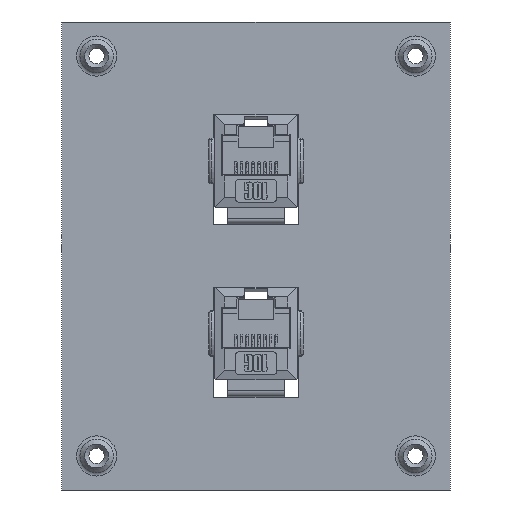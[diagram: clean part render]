
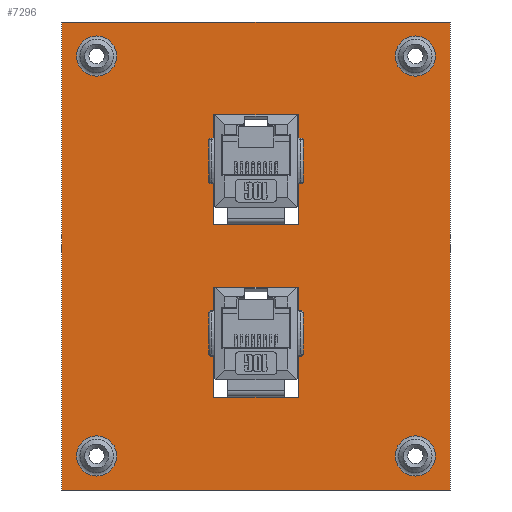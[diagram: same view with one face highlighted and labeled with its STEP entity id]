
A CAD part, front view. The second image highlights one B-rep face of the part: STEP entity #7296.
In plain terms, the highlighted planar face has unit normal (0, -1, 0).
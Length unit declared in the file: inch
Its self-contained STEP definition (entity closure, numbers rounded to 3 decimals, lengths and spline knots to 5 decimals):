
#14 = EDGE_CURVE ( 'NONE', #11150, #5818, #2581, .T. ) ;
#44 = VERTEX_POINT ( 'NONE', #9629 ) ;
#45 = DIRECTION ( 'NONE',  ( 0., -1., 0. ) ) ;
#117 = CARTESIAN_POINT ( 'NONE',  ( -1.34, 0., -1.615 ) ) ;
#162 = ORIENTED_EDGE ( 'NONE', *, *, #4958, .F. ) ;
#165 = DIRECTION ( 'NONE',  ( 0., 0., 1. ) ) ;
#205 = CARTESIAN_POINT ( 'NONE',  ( 0.2925, 0., -1.615 ) ) ;
#416 = LINE ( 'NONE', #11211, #2474 ) ;
#418 = DIRECTION ( 'NONE',  ( 0., 0., -1. ) ) ;
#467 = CARTESIAN_POINT ( 'NONE',  ( -1.1, 0., -1.38 ) ) ;
#526 = DIRECTION ( 'NONE',  ( 0., 0., 1. ) ) ;
#739 = CARTESIAN_POINT ( 'NONE',  ( -1.34, 0., 0.215 ) ) ;
#913 = EDGE_LOOP ( 'NONE', ( #10929, #10466, #7519, #5577 ) ) ;
#926 = VERTEX_POINT ( 'NONE', #8941 ) ;
#1095 = FACE_OUTER_BOUND ( 'NONE', #3736, .T. ) ;
#1125 = VERTEX_POINT ( 'NONE', #8471 ) ;
#1172 = EDGE_CURVE ( 'NONE', #4297, #9828, #10759, .T. ) ;
#1183 = CARTESIAN_POINT ( 'NONE',  ( 0.2925, 0., -0.975 ) ) ;
#1372 = DIRECTION ( 'NONE',  ( 0., 0., -1. ) ) ;
#1600 = VECTOR ( 'NONE', #4429, 39.37008 ) ;
#1613 = VECTOR ( 'NONE', #1824, 39.37008 ) ;
#1641 = EDGE_CURVE ( 'NONE', #4521, #4521, #4715, .T. ) ;
#1714 = VECTOR ( 'NONE', #5985, 39.37008 ) ;
#1737 = CIRCLE ( 'NONE', #4694, 0.13852 ) ;
#1824 = DIRECTION ( 'NONE',  ( 1., 0., 0. ) ) ;
#1942 = ORIENTED_EDGE ( 'NONE', *, *, #6293, .F. ) ;
#2046 = EDGE_CURVE ( 'NONE', #926, #5818, #9483, .T. ) ;
#2094 = CARTESIAN_POINT ( 'NONE',  ( -0.2925, 0., -0.425 ) ) ;
#2310 = VECTOR ( 'NONE', #7857, 39.37008 ) ;
#2392 = VECTOR ( 'NONE', #3832, 39.37008 ) ;
#2447 = DIRECTION ( 'NONE',  ( 0., -1., 0. ) ) ;
#2474 = VECTOR ( 'NONE', #3222, 39.37008 ) ;
#2581 = LINE ( 'NONE', #8759, #2310 ) ;
#2655 = LINE ( 'NONE', #8024, #7333 ) ;
#2678 = DIRECTION ( 'NONE',  ( 0., -1., 0. ) ) ;
#2716 = DIRECTION ( 'NONE',  ( 0., 0., 1. ) ) ;
#2950 = LINE ( 'NONE', #6558, #7661 ) ;
#2965 = CARTESIAN_POINT ( 'NONE',  ( 1.34, 0., -1.615 ) ) ;
#2973 = VERTEX_POINT ( 'NONE', #11512 ) ;
#3042 = EDGE_CURVE ( 'NONE', #7396, #8490, #7690, .T. ) ;
#3222 = DIRECTION ( 'NONE',  ( -1., 0., 0. ) ) ;
#3259 = VECTOR ( 'NONE', #7365, 39.37008 ) ;
#3279 = VECTOR ( 'NONE', #5258, 39.37008 ) ;
#3315 = AXIS2_PLACEMENT_3D ( 'NONE', #7068, #2678, #8888 ) ;
#3353 = CARTESIAN_POINT ( 'NONE',  ( 1.34, 0., 1.615 ) ) ;
#3396 = FACE_BOUND ( 'NONE', #6233, .T. ) ;
#3668 = ORIENTED_EDGE ( 'NONE', *, *, #7428, .F. ) ;
#3670 = FACE_BOUND ( 'NONE', #4559, .T. ) ;
#3686 = ORIENTED_EDGE ( 'NONE', *, *, #1641, .F. ) ;
#3736 = EDGE_LOOP ( 'NONE', ( #10230, #9071, #8769, #8982 ) ) ;
#3766 = EDGE_CURVE ( 'NONE', #8528, #7396, #8961, .T. ) ;
#3813 = VERTEX_POINT ( 'NONE', #4483 ) ;
#3832 = DIRECTION ( 'NONE',  ( 0., 0., 1. ) ) ;
#3938 = FACE_BOUND ( 'NONE', #11145, .T. ) ;
#4012 = LINE ( 'NONE', #739, #1714 ) ;
#4214 = EDGE_CURVE ( 'NONE', #8490, #8511, #5983, .T. ) ;
#4297 = VERTEX_POINT ( 'NONE', #10773 ) ;
#4429 = DIRECTION ( 'NONE',  ( -1., 0., 0. ) ) ;
#4483 = CARTESIAN_POINT ( 'NONE',  ( -0.2925, 0., 0.215 ) ) ;
#4521 = VERTEX_POINT ( 'NONE', #4837 ) ;
#4559 = EDGE_LOOP ( 'NONE', ( #6713 ) ) ;
#4600 = DIRECTION ( 'NONE',  ( 0., -1., 0. ) ) ;
#4694 = AXIS2_PLACEMENT_3D ( 'NONE', #5304, #45, #6191 ) ;
#4715 = CIRCLE ( 'NONE', #5423, 0.13852 ) ;
#4837 = CARTESIAN_POINT ( 'NONE',  ( 1.1, 0., -1.51852 ) ) ;
#4958 = EDGE_CURVE ( 'NONE', #1125, #1125, #1737, .T. ) ;
#5110 = EDGE_CURVE ( 'NONE', #8511, #8528, #2950, .T. ) ;
#5142 = ORIENTED_EDGE ( 'NONE', *, *, #1172, .F. ) ;
#5213 = CIRCLE ( 'NONE', #6936, 0.13852 ) ;
#5258 = DIRECTION ( 'NONE',  ( 1., 0., 0. ) ) ;
#5304 = CARTESIAN_POINT ( 'NONE',  ( -1.1, 0., 1.38 ) ) ;
#5305 = CARTESIAN_POINT ( 'NONE',  ( -1.34, 0., -0.975 ) ) ;
#5423 = AXIS2_PLACEMENT_3D ( 'NONE', #7748, #2447, #8660 ) ;
#5577 = ORIENTED_EDGE ( 'NONE', *, *, #4214, .F. ) ;
#5624 = LINE ( 'NONE', #117, #3279 ) ;
#5740 = FACE_BOUND ( 'NONE', #10315, .T. ) ;
#5794 = CARTESIAN_POINT ( 'NONE',  ( -0.2925, 0., -0.215 ) ) ;
#5808 = CARTESIAN_POINT ( 'NONE',  ( -1.1, 0., -1.51852 ) ) ;
#5818 = VERTEX_POINT ( 'NONE', #3353 ) ;
#5983 = LINE ( 'NONE', #9799, #1600 ) ;
#5985 = DIRECTION ( 'NONE',  ( 1., 0., 0. ) ) ;
#6191 = DIRECTION ( 'NONE',  ( 0., 0., -1. ) ) ;
#6233 = EDGE_LOOP ( 'NONE', ( #3686 ) ) ;
#6293 = EDGE_CURVE ( 'NONE', #10004, #10004, #11382, .T. ) ;
#6452 = EDGE_CURVE ( 'NONE', #7596, #7596, #5213, .T. ) ;
#6558 = CARTESIAN_POINT ( 'NONE',  ( -0.2925, 0., -1.615 ) ) ;
#6606 = DIRECTION ( 'NONE',  ( 0., -1., 0. ) ) ;
#6656 = EDGE_CURVE ( 'NONE', #2973, #926, #5624, .T. ) ;
#6713 = ORIENTED_EDGE ( 'NONE', *, *, #6452, .F. ) ;
#6936 = AXIS2_PLACEMENT_3D ( 'NONE', #467, #6606, #1372 ) ;
#7068 = CARTESIAN_POINT ( 'NONE',  ( -1.34, 0., -1.615 ) ) ;
#7243 = EDGE_LOOP ( 'NONE', ( #1942 ) ) ;
#7296 = ADVANCED_FACE ( 'NONE', ( #3938, #10525, #5740, #8120, #3670, #3396, #1095 ), #10661, .T. ) ;
#7333 = VECTOR ( 'NONE', #2716, 39.37008 ) ;
#7365 = DIRECTION ( 'NONE',  ( 0., 0., -1. ) ) ;
#7396 = VERTEX_POINT ( 'NONE', #1183 ) ;
#7428 = EDGE_CURVE ( 'NONE', #44, #3813, #7990, .T. ) ;
#7519 = ORIENTED_EDGE ( 'NONE', *, *, #5110, .F. ) ;
#7596 = VERTEX_POINT ( 'NONE', #5808 ) ;
#7599 = CARTESIAN_POINT ( 'NONE',  ( -0.2925, 0., -0.975 ) ) ;
#7661 = VECTOR ( 'NONE', #418, 39.37008 ) ;
#7690 = LINE ( 'NONE', #205, #10094 ) ;
#7748 = CARTESIAN_POINT ( 'NONE',  ( 1.1, 0., -1.38 ) ) ;
#7857 = DIRECTION ( 'NONE',  ( 1., 0., 0. ) ) ;
#7990 = LINE ( 'NONE', #2094, #3259 ) ;
#8024 = CARTESIAN_POINT ( 'NONE',  ( -1.34, 0., -1.615 ) ) ;
#8120 = FACE_BOUND ( 'NONE', #7243, .T. ) ;
#8185 = EDGE_CURVE ( 'NONE', #9828, #44, #416, .T. ) ;
#8355 = VECTOR ( 'NONE', #526, 39.37008 ) ;
#8471 = CARTESIAN_POINT ( 'NONE',  ( -1.1, 0., 1.24148 ) ) ;
#8490 = VERTEX_POINT ( 'NONE', #9796 ) ;
#8511 = VERTEX_POINT ( 'NONE', #5794 ) ;
#8528 = VERTEX_POINT ( 'NONE', #7599 ) ;
#8551 = ORIENTED_EDGE ( 'NONE', *, *, #8185, .F. ) ;
#8660 = DIRECTION ( 'NONE',  ( 0., 0., -1. ) ) ;
#8759 = CARTESIAN_POINT ( 'NONE',  ( -1.34, 0., 1.615 ) ) ;
#8769 = ORIENTED_EDGE ( 'NONE', *, *, #6656, .T. ) ;
#8888 = DIRECTION ( 'NONE',  ( 0., 0., -1. ) ) ;
#8941 = CARTESIAN_POINT ( 'NONE',  ( 1.34, 0., -1.615 ) ) ;
#8961 = LINE ( 'NONE', #5305, #1613 ) ;
#8982 = ORIENTED_EDGE ( 'NONE', *, *, #2046, .T. ) ;
#9071 = ORIENTED_EDGE ( 'NONE', *, *, #10492, .F. ) ;
#9449 = CARTESIAN_POINT ( 'NONE',  ( 0.2925, 0., 0.975 ) ) ;
#9483 = LINE ( 'NONE', #2965, #2392 ) ;
#9629 = CARTESIAN_POINT ( 'NONE',  ( -0.2925, 0., 0.975 ) ) ;
#9796 = CARTESIAN_POINT ( 'NONE',  ( 0.2925, 0., -0.215 ) ) ;
#9799 = CARTESIAN_POINT ( 'NONE',  ( -1.34, 0., -0.215 ) ) ;
#9828 = VERTEX_POINT ( 'NONE', #9449 ) ;
#9983 = CARTESIAN_POINT ( 'NONE',  ( 1.1, 0., 1.38 ) ) ;
#10004 = VERTEX_POINT ( 'NONE', #11183 ) ;
#10094 = VECTOR ( 'NONE', #165, 39.37008 ) ;
#10230 = ORIENTED_EDGE ( 'NONE', *, *, #14, .F. ) ;
#10314 = ORIENTED_EDGE ( 'NONE', *, *, #10331, .F. ) ;
#10315 = EDGE_LOOP ( 'NONE', ( #162 ) ) ;
#10331 = EDGE_CURVE ( 'NONE', #3813, #4297, #4012, .T. ) ;
#10466 = ORIENTED_EDGE ( 'NONE', *, *, #3766, .F. ) ;
#10492 = EDGE_CURVE ( 'NONE', #2973, #11150, #2655, .T. ) ;
#10502 = CARTESIAN_POINT ( 'NONE',  ( -1.34, 0., 1.615 ) ) ;
#10525 = FACE_BOUND ( 'NONE', #913, .T. ) ;
#10661 = PLANE ( 'NONE',  #3315 ) ;
#10759 = LINE ( 'NONE', #11119, #8355 ) ;
#10773 = CARTESIAN_POINT ( 'NONE',  ( 0.2925, 0., 0.215 ) ) ;
#10868 = DIRECTION ( 'NONE',  ( 0., 0., -1. ) ) ;
#10929 = ORIENTED_EDGE ( 'NONE', *, *, #3042, .F. ) ;
#11119 = CARTESIAN_POINT ( 'NONE',  ( 0.2925, 0., -0.425 ) ) ;
#11145 = EDGE_LOOP ( 'NONE', ( #5142, #10314, #3668, #8551 ) ) ;
#11150 = VERTEX_POINT ( 'NONE', #10502 ) ;
#11183 = CARTESIAN_POINT ( 'NONE',  ( 1.1, 0., 1.24148 ) ) ;
#11211 = CARTESIAN_POINT ( 'NONE',  ( -1.34, 0., 0.975 ) ) ;
#11381 = AXIS2_PLACEMENT_3D ( 'NONE', #9983, #4600, #10868 ) ;
#11382 = CIRCLE ( 'NONE', #11381, 0.13852 ) ;
#11512 = CARTESIAN_POINT ( 'NONE',  ( -1.34, 0., -1.615 ) ) ;
